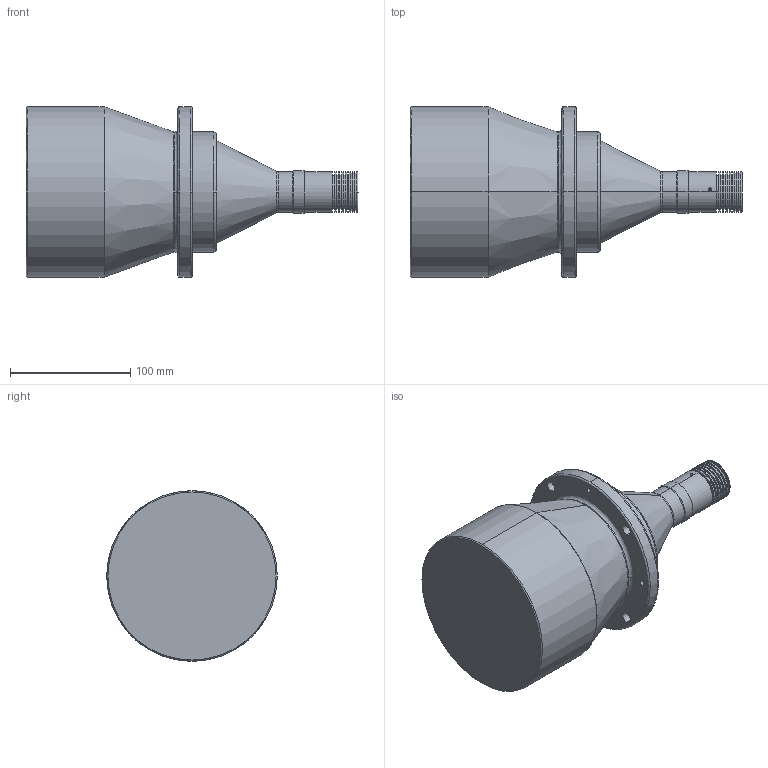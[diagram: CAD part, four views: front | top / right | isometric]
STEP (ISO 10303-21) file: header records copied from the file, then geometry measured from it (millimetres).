
FILE_DESCRIPTION (( 'STEP AP203' ), '1' );
FILE_NAME ('DTCL-110.STEP', '2019-12-02T01:40:51', ( 'Windows 蚚誧' ), ( '' ), 'SwSTEP 2.0', 'SolidWorks 2017', '' );
FILE_SCHEMA (( 'CONFIG_CONTROL_DESIGN' ));
Length unit declared in the file: millimetre
Products named in the file (1): DTCL-110
Bounding box: 276.5 x 142 x 142 mm (x, y, z)
Volume: 2284291.5 mm3; surface area: 121246.1 mm2
Topology: 1 solids, 1 shells, 109 faces, 254 edges, 162 vertices
Faces by surface type: cylinder 60, plane 19, bspline 16, cone 14
Entity records: 4965 total; most frequent: CARTESIAN_POINT 2384, DIRECTION 554, ORIENTED_EDGE 500, EDGE_CURVE 250, AXIS2_PLACEMENT_3D 240, VERTEX_POINT 162, CIRCLE 146, EDGE_LOOP 144
